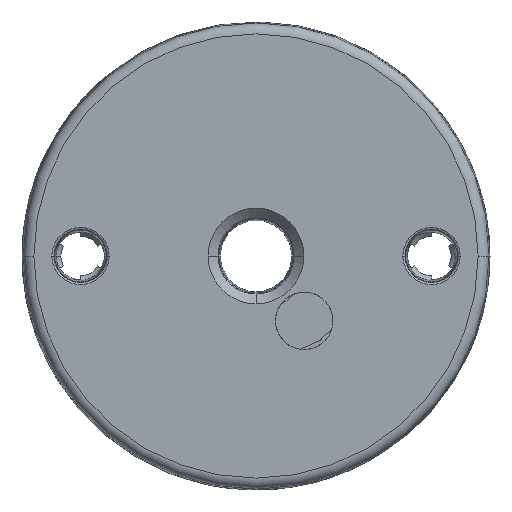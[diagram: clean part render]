
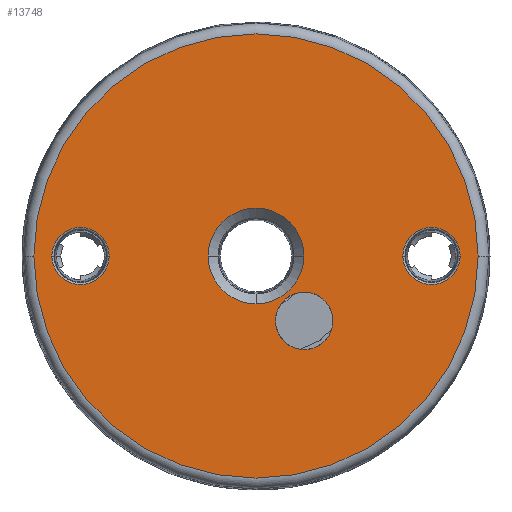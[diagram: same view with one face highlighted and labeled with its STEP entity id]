
A CAD part, front view. The second image highlights one B-rep face of the part: STEP entity #13748.
In plain terms, the highlighted planar face has unit normal (0, -1, 0).
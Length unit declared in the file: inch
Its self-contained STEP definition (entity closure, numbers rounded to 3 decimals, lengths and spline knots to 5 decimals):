
#43 = EDGE_CURVE ( 'NONE', #29749, #23057, #29431, .T. ) ;
#147 = EDGE_CURVE ( 'NONE', #38050, #10381, #7043, .T. ) ;
#153 = CARTESIAN_POINT ( 'NONE',  ( 0.28499, -0.05906, -0.23999 ) ) ;
#826 = VERTEX_POINT ( 'NONE', #11858 ) ;
#888 = FACE_OUTER_BOUND ( 'NONE', #18347, .T. ) ;
#1503 = FACE_BOUND ( 'NONE', #7080, .T. ) ;
#1577 = DIRECTION ( 'NONE',  ( 0., -1., 0. ) ) ;
#1665 = EDGE_CURVE ( 'NONE', #26308, #2346, #16920, .T. ) ;
#1888 = DIRECTION ( 'NONE',  ( 0., 1., 0. ) ) ;
#2103 = DIRECTION ( 'NONE',  ( -1., 0., 0. ) ) ;
#2346 = VERTEX_POINT ( 'NONE', #32531 ) ;
#2560 = AXIS2_PLACEMENT_3D ( 'NONE', #30102, #4298, #29474 ) ;
#2884 = VERTEX_POINT ( 'NONE', #12275 ) ;
#2917 = DIRECTION ( 'NONE',  ( 0., 1., 0. ) ) ;
#3089 = AXIS2_PLACEMENT_3D ( 'NONE', #10255, #10673, #23221 ) ;
#3110 = VERTEX_POINT ( 'NONE', #7688 ) ;
#3968 = FACE_BOUND ( 'NONE', #26669, .T. ) ;
#4298 = DIRECTION ( 'NONE',  ( 0., 1., 0. ) ) ;
#4350 = EDGE_CURVE ( 'NONE', #32804, #5918, #24282, .T. ) ;
#5247 = ORIENTED_EDGE ( 'NONE', *, *, #1665, .T. ) ;
#5362 = CIRCLE ( 'NONE', #36301, 0.17716 ) ;
#5487 = CIRCLE ( 'NONE', #12742, 0.1063 ) ;
#5918 = VERTEX_POINT ( 'NONE', #27455 ) ;
#6457 = ORIENTED_EDGE ( 'NONE', *, *, #10347, .T. ) ;
#6640 = ORIENTED_EDGE ( 'NONE', *, *, #22243, .T. ) ;
#6771 = ORIENTED_EDGE ( 'NONE', *, *, #4350, .T. ) ;
#7043 = CIRCLE ( 'NONE', #24163, 0.82213 ) ;
#7080 = EDGE_LOOP ( 'NONE', ( #22267, #13065 ) ) ;
#7326 = CARTESIAN_POINT ( 'NONE',  ( 0., -0.05906, 0. ) ) ;
#7437 = CARTESIAN_POINT ( 'NONE',  ( 0.54344, -0.05906, 0. ) ) ;
#7525 = DIRECTION ( 'NONE',  ( 0., 1., 0. ) ) ;
#7688 = CARTESIAN_POINT ( 'NONE',  ( 0.17716, -0.05906, 0. ) ) ;
#7846 = DIRECTION ( 'NONE',  ( -1., 0., 0. ) ) ;
#7963 = DIRECTION ( 'NONE',  ( 0., 1., 0. ) ) ;
#10255 = CARTESIAN_POINT ( 'NONE',  ( 0.64961, -0.05906, 0. ) ) ;
#10347 = EDGE_CURVE ( 'NONE', #5918, #32804, #5487, .T. ) ;
#10381 = VERTEX_POINT ( 'NONE', #15092 ) ;
#10387 = FACE_BOUND ( 'NONE', #18683, .T. ) ;
#10430 = CARTESIAN_POINT ( 'NONE',  ( -0.64961, -0.05906, 0. ) ) ;
#10575 = CIRCLE ( 'NONE', #30990, 0.10616 ) ;
#10673 = DIRECTION ( 'NONE',  ( 0., 1., 0. ) ) ;
#11858 = CARTESIAN_POINT ( 'NONE',  ( -0.17716, -0.05906, 0. ) ) ;
#12257 = CARTESIAN_POINT ( 'NONE',  ( 0., -0.05906, 0. ) ) ;
#12275 = CARTESIAN_POINT ( 'NONE',  ( 0., -0.05906, -0.17716 ) ) ;
#12400 = AXIS2_PLACEMENT_3D ( 'NONE', #16110, #20003, #13224 ) ;
#12742 = AXIS2_PLACEMENT_3D ( 'NONE', #33450, #1888, #2103 ) ;
#13065 = ORIENTED_EDGE ( 'NONE', *, *, #23203, .T. ) ;
#13114 = DIRECTION ( 'NONE',  ( -1., 0., 0. ) ) ;
#13224 = DIRECTION ( 'NONE',  ( 1., 0., 0. ) ) ;
#13748 = ADVANCED_FACE ( 'NONE', ( #888, #3968, #10387, #1503, #36352 ), #39453, .F. ) ;
#13951 = AXIS2_PLACEMENT_3D ( 'NONE', #12257, #34312, #24413 ) ;
#15092 = CARTESIAN_POINT ( 'NONE',  ( -0.82213, -0.05906, 0. ) ) ;
#16110 = CARTESIAN_POINT ( 'NONE',  ( 0., -0.05906, 0. ) ) ;
#16920 = CIRCLE ( 'NONE', #22170, 0.10616 ) ;
#17962 = CARTESIAN_POINT ( 'NONE',  ( 0.64961, -0.05906, 0. ) ) ;
#18347 = EDGE_LOOP ( 'NONE', ( #39062, #6640 ) ) ;
#18683 = EDGE_LOOP ( 'NONE', ( #37316, #26244, #26652 ) ) ;
#20003 = DIRECTION ( 'NONE',  ( 0., 1., 0. ) ) ;
#20469 = DIRECTION ( 'NONE',  ( 1., 0., 0. ) ) ;
#20745 = DIRECTION ( 'NONE',  ( 1., 0., 0. ) ) ;
#21066 = DIRECTION ( 'NONE',  ( 1., 0., 0. ) ) ;
#21110 = EDGE_LOOP ( 'NONE', ( #37305, #5247 ) ) ;
#22170 = AXIS2_PLACEMENT_3D ( 'NONE', #10430, #7525, #13114 ) ;
#22243 = EDGE_CURVE ( 'NONE', #10381, #38050, #25622, .T. ) ;
#22249 = CIRCLE ( 'NONE', #12400, 0.17716 ) ;
#22267 = ORIENTED_EDGE ( 'NONE', *, *, #43, .T. ) ;
#22998 = AXIS2_PLACEMENT_3D ( 'NONE', #7326, #32490, #29390 ) ;
#23057 = VERTEX_POINT ( 'NONE', #7437 ) ;
#23138 = CIRCLE ( 'NONE', #13951, 0.17716 ) ;
#23203 = EDGE_CURVE ( 'NONE', #23057, #29749, #10575, .T. ) ;
#23221 = DIRECTION ( 'NONE',  ( 1., 0., 0. ) ) ;
#24163 = AXIS2_PLACEMENT_3D ( 'NONE', #30450, #1577, #20745 ) ;
#24282 = CIRCLE ( 'NONE', #2560, 0.1063 ) ;
#24413 = DIRECTION ( 'NONE',  ( 1., 0., 0. ) ) ;
#24710 = EDGE_CURVE ( 'NONE', #826, #3110, #5362, .T. ) ;
#25622 = CIRCLE ( 'NONE', #22998, 0.82213 ) ;
#26244 = ORIENTED_EDGE ( 'NONE', *, *, #29082, .T. ) ;
#26308 = VERTEX_POINT ( 'NONE', #32923 ) ;
#26652 = ORIENTED_EDGE ( 'NONE', *, *, #24710, .T. ) ;
#26662 = CARTESIAN_POINT ( 'NONE',  ( 0., -0.05906, 0. ) ) ;
#26669 = EDGE_LOOP ( 'NONE', ( #6457, #6771 ) ) ;
#26769 = CARTESIAN_POINT ( 'NONE',  ( 0.82213, -0.05906, 0. ) ) ;
#27356 = AXIS2_PLACEMENT_3D ( 'NONE', #26662, #39664, #20469 ) ;
#27455 = CARTESIAN_POINT ( 'NONE',  ( 0.07239, -0.05906, -0.23999 ) ) ;
#27874 = CARTESIAN_POINT ( 'NONE',  ( -0.64961, -0.05906, 0. ) ) ;
#28377 = EDGE_CURVE ( 'NONE', #2346, #26308, #34210, .T. ) ;
#29082 = EDGE_CURVE ( 'NONE', #2884, #826, #23138, .T. ) ;
#29390 = DIRECTION ( 'NONE',  ( -1., 0., 0. ) ) ;
#29431 = CIRCLE ( 'NONE', #3089, 0.10616 ) ;
#29474 = DIRECTION ( 'NONE',  ( 1., 0., 0. ) ) ;
#29749 = VERTEX_POINT ( 'NONE', #31274 ) ;
#30102 = CARTESIAN_POINT ( 'NONE',  ( 0.17869, -0.05906, -0.23999 ) ) ;
#30450 = CARTESIAN_POINT ( 'NONE',  ( 0., -0.05906, 0. ) ) ;
#30990 = AXIS2_PLACEMENT_3D ( 'NONE', #17962, #39610, #7846 ) ;
#31274 = CARTESIAN_POINT ( 'NONE',  ( 0.75577, -0.05906, 0. ) ) ;
#32079 = EDGE_CURVE ( 'NONE', #3110, #2884, #22249, .T. ) ;
#32490 = DIRECTION ( 'NONE',  ( 0., -1., 0. ) ) ;
#32531 = CARTESIAN_POINT ( 'NONE',  ( -0.54344, -0.05906, 0. ) ) ;
#32804 = VERTEX_POINT ( 'NONE', #153 ) ;
#32914 = CARTESIAN_POINT ( 'NONE',  ( 0., -0.05906, 0. ) ) ;
#32923 = CARTESIAN_POINT ( 'NONE',  ( -0.75577, -0.05906, 0. ) ) ;
#33450 = CARTESIAN_POINT ( 'NONE',  ( 0.17869, -0.05906, -0.23999 ) ) ;
#34210 = CIRCLE ( 'NONE', #39480, 0.10616 ) ;
#34312 = DIRECTION ( 'NONE',  ( 0., 1., 0. ) ) ;
#35798 = DIRECTION ( 'NONE',  ( -1., 0., 0. ) ) ;
#36301 = AXIS2_PLACEMENT_3D ( 'NONE', #32914, #7963, #35798 ) ;
#36352 = FACE_BOUND ( 'NONE', #21110, .T. ) ;
#37305 = ORIENTED_EDGE ( 'NONE', *, *, #28377, .T. ) ;
#37316 = ORIENTED_EDGE ( 'NONE', *, *, #32079, .T. ) ;
#38050 = VERTEX_POINT ( 'NONE', #26769 ) ;
#39062 = ORIENTED_EDGE ( 'NONE', *, *, #147, .T. ) ;
#39453 = PLANE ( 'NONE',  #27356 ) ;
#39480 = AXIS2_PLACEMENT_3D ( 'NONE', #27874, #2917, #21066 ) ;
#39610 = DIRECTION ( 'NONE',  ( 0., 1., 0. ) ) ;
#39664 = DIRECTION ( 'NONE',  ( 0., 1., 0. ) ) ;
